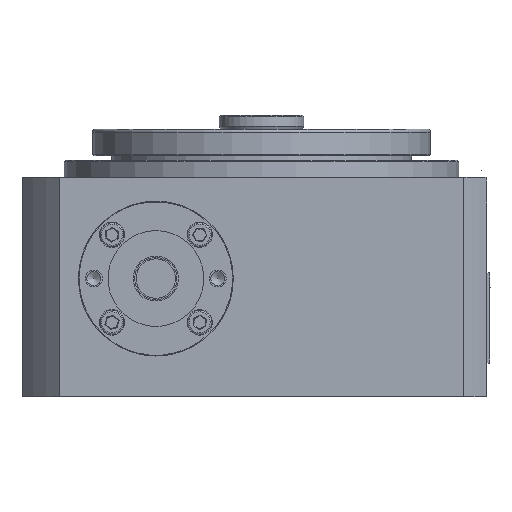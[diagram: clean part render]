
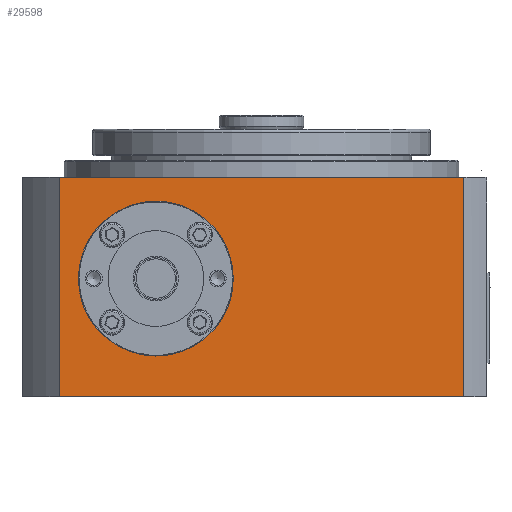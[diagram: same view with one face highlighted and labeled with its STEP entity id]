
A CAD part, front view. The second image highlights one B-rep face of the part: STEP entity #29598.
In plain terms, the highlighted planar face has unit normal (0, -1, 0).
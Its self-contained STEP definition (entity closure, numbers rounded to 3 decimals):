
#1905=LINE('',#59895,#4466);
#1906=LINE('',#59898,#4467);
#1907=LINE('',#59900,#4468);
#1908=LINE('',#59902,#4469);
#4466=VECTOR('',#48326,1000.);
#4467=VECTOR('',#48327,1000.);
#4468=VECTOR('',#48328,1000.);
#4469=VECTOR('',#48329,1000.);
#6935=PLANE('',#45042);
#9523=ORIENTED_EDGE('',*,*,#16932,.F.);
#9524=ORIENTED_EDGE('',*,*,#16933,.T.);
#9525=ORIENTED_EDGE('',*,*,#16934,.F.);
#9526=ORIENTED_EDGE('',*,*,#16935,.F.);
#9527=ORIENTED_EDGE('',*,*,#16883,.T.);
#16883=EDGE_CURVE('',#20759,#20759,#23216,.T.);
#16932=EDGE_CURVE('',#20792,#20793,#1905,.F.);
#16933=EDGE_CURVE('',#20792,#20794,#1906,.T.);
#16934=EDGE_CURVE('',#20795,#20794,#1907,.T.);
#16935=EDGE_CURVE('',#20793,#20795,#1908,.T.);
#20759=VERTEX_POINT('',#59783);
#20792=VERTEX_POINT('',#59896);
#20793=VERTEX_POINT('',#59897);
#20794=VERTEX_POINT('',#59899);
#20795=VERTEX_POINT('',#59901);
#23216=CIRCLE('',#44987,27.5);
#24128=EDGE_LOOP('',(#9523,#9524,#9525,#9526));
#24129=EDGE_LOOP('',(#9527));
#26853=FACE_BOUND('',#24128,.T.);
#26854=FACE_BOUND('',#24129,.T.);
#29598=ADVANCED_FACE('',(#26853,#26854),#6935,.T.);
#44987=AXIS2_PLACEMENT_3D('',#59782,#48190,#48191);
#45042=AXIS2_PLACEMENT_3D('',#59894,#48324,#48325);
#48190=DIRECTION('',(0.,1.,0.));
#48191=DIRECTION('',(1.,0.,0.));
#48324=DIRECTION('',(0.,-1.,0.));
#48325=DIRECTION('',(1.,0.,0.));
#48326=DIRECTION('',(0.,0.,-1.));
#48327=DIRECTION('',(1.,0.,0.));
#48328=DIRECTION('',(0.,0.,-1.));
#48329=DIRECTION('',(1.,0.,0.));
#59782=CARTESIAN_POINT('',(-37.5,-72.5,42.));
#59783=CARTESIAN_POINT('',(-10.,-72.5,42.));
#59894=CARTESIAN_POINT('',(80.,-72.5,117.5));
#59895=CARTESIAN_POINT('',(-71.748,-72.5,166.587));
#59896=CARTESIAN_POINT('',(-71.748,-72.5,0.));
#59897=CARTESIAN_POINT('',(-71.748,-72.5,78.));
#59898=CARTESIAN_POINT('',(80.,-72.5,0.));
#59899=CARTESIAN_POINT('',(71.748,-72.5,0.));
#59900=CARTESIAN_POINT('',(71.748,-72.5,166.587));
#59901=CARTESIAN_POINT('',(71.748,-72.5,78.));
#59902=CARTESIAN_POINT('',(80.,-72.5,78.));
